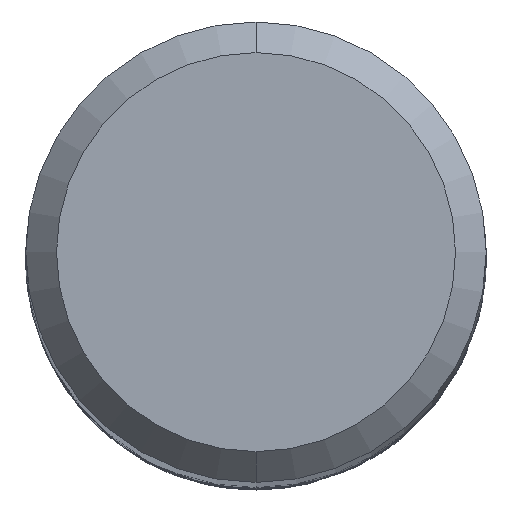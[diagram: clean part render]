
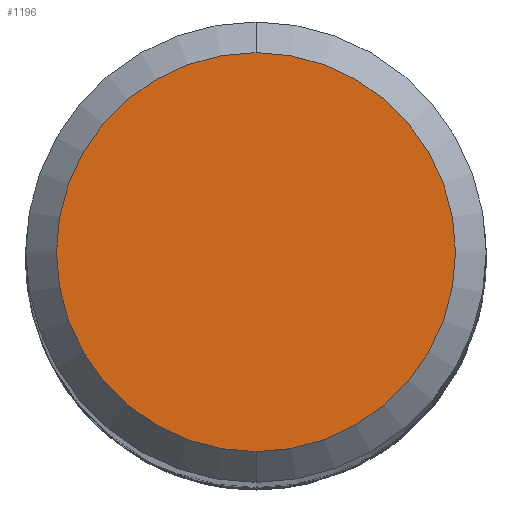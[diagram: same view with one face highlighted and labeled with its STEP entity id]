
A CAD part, top view. The second image highlights one B-rep face of the part: STEP entity #1196.
In plain terms, the highlighted planar face has unit normal (0, 0, 1).
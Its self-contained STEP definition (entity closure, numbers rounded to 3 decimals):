
#632=VERTEX_POINT('',#1788);
#648=EDGE_CURVE('',#632,#830,#1806,.T.);
#830=VERTEX_POINT('',#2004);
#1044=EDGE_CURVE('',#830,#632,#2238,.T.);
#1196=ADVANCED_FACE('',(#2402),#2403,.T.);
#1788=CARTESIAN_POINT('',(0.,-2.6,0.0));
#1806=CIRCLE('',#3472,2.6);
#2004=CARTESIAN_POINT('',(0.0,2.6,0.0));
#2238=CIRCLE('',#8413,2.6);
#2402=FACE_OUTER_BOUND('',#9929,.T.);
#2403=PLANE('',#9930);
#3472=AXIS2_PLACEMENT_3D('',#13929,#13930,#13931);
#8413=AXIS2_PLACEMENT_3D('',#14468,#14469,#14470);
#9929=EDGE_LOOP('',(#14640,#14641));
#9930=AXIS2_PLACEMENT_3D('',#14642,#14643,#14644);
#13929=CARTESIAN_POINT('',(0.0,0.0,0.0));
#13930=DIRECTION('',(0.0,0.0,-1.0));
#13931=DIRECTION('',(0.0,1.0,0.0));
#14468=CARTESIAN_POINT('',(0.0,0.0,0.0));
#14469=DIRECTION('',(0.0,0.0,-1.0));
#14470=DIRECTION('',(0.0,1.0,0.0));
#14640=ORIENTED_EDGE('',*,*,#1044,.F.);
#14641=ORIENTED_EDGE('',*,*,#648,.F.);
#14642=CARTESIAN_POINT('',(0.0,1.3,0.0));
#14643=DIRECTION('',(-0.0,0.0,1.0));
#14644=DIRECTION('',(0.0,-1.0,0.0));
